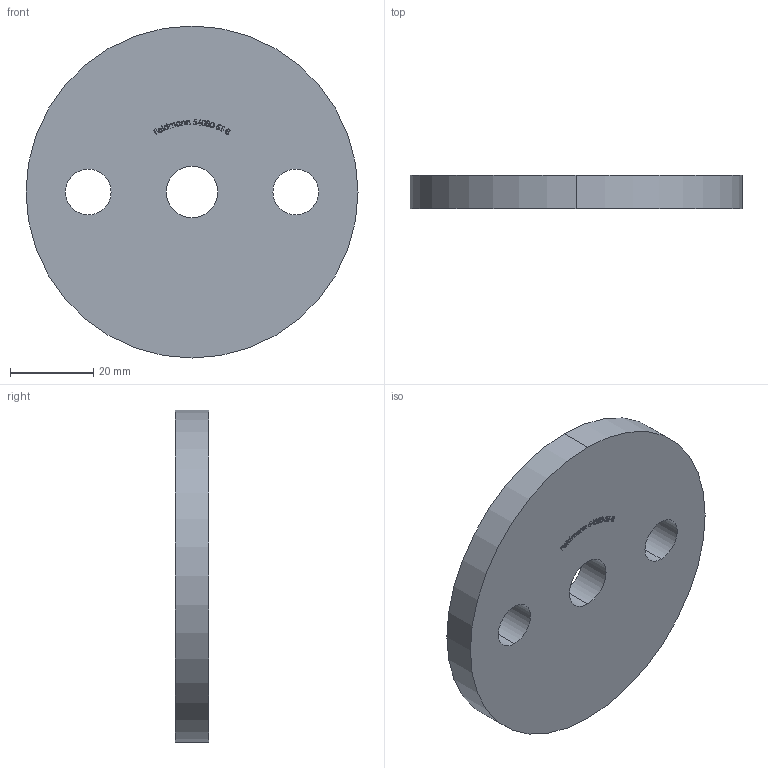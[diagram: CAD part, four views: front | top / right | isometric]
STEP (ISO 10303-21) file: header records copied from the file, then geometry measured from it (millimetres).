
FILE_DESCRIPTION (( 'STEP AP203' ), '1' );
FILE_NAME ('54080-ST-8.step', '2019-04-03T11:40:52', ( '' ), ( '' ), 'SwSTEP 2.0', 'SolidWorks 2015', '' );
FILE_SCHEMA (( 'CONFIG_CONTROL_DESIGN' ));
Length unit declared in the file: millimetre
Products named in the file (1): 54080-ST-8
Bounding box: 80 x 8 x 80 mm (x, y, z)
Volume: 37709.5 mm3; surface area: 12315.2 mm2
Topology: 1 solids, 1 shells, 252 faces, 666 edges, 444 vertices
Faces by surface type: bspline 123, plane 121, cylinder 8
Entity records: 14445 total; most frequent: CARTESIAN_POINT 8934, ORIENTED_EDGE 1332, DIRECTION 696, EDGE_CURVE 666, VERTEX_POINT 444, LINE 404, VECTOR 404, EDGE_LOOP 286
